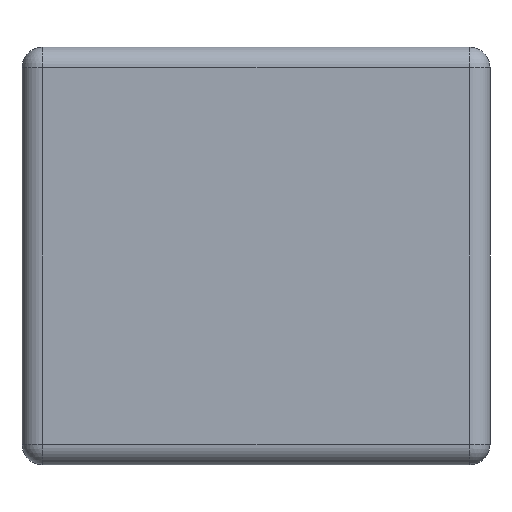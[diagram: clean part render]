
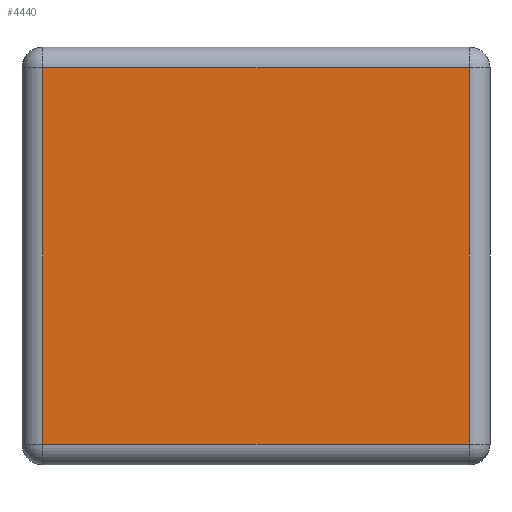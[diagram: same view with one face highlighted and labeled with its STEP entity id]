
A CAD part, left-side view. The second image highlights one B-rep face of the part: STEP entity #4440.
In plain terms, the highlighted planar face has unit normal (-1, 0, 0).
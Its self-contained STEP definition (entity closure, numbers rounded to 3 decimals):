
#4187=CARTESIAN_POINT('',(-0.9,0.51,0.05));
#4188=VERTEX_POINT('',#4187);
#4213=CARTESIAN_POINT('',(-0.9,-0.51,0.05));
#4214=VERTEX_POINT('',#4213);
#4239=CARTESIAN_POINT('',(-0.9,0.51,0.95));
#4240=VERTEX_POINT('',#4239);
#4281=CARTESIAN_POINT('',(-0.9,-0.51,0.95));
#4282=VERTEX_POINT('',#4281);
#4306=CARTESIAN_POINT('',(-0.9,0.51,0.95));
#4307=DIRECTION('',(0.0,-1.0,0.0));
#4308=VECTOR('',#4307,1.02);
#4309=LINE('',#4306,#4308);
#4310=EDGE_CURVE('',#4240,#4282,#4309,.T.);
#4328=CARTESIAN_POINT('',(-0.9,-0.51,0.95));
#4329=DIRECTION('',(0.0,0.0,-1.0));
#4330=VECTOR('',#4329,0.9);
#4331=LINE('',#4328,#4330);
#4332=EDGE_CURVE('',#4282,#4214,#4331,.T.);
#4369=CARTESIAN_POINT('',(-0.9,0.51,0.05));
#4370=DIRECTION('',(0.0,0.0,1.0));
#4371=VECTOR('',#4370,0.9);
#4372=LINE('',#4369,#4371);
#4373=EDGE_CURVE('',#4188,#4240,#4372,.T.);
#4408=CARTESIAN_POINT('',(-0.9,-0.51,0.05));
#4409=DIRECTION('',(0.0,1.0,0.0));
#4410=VECTOR('',#4409,1.02);
#4411=LINE('',#4408,#4410);
#4412=EDGE_CURVE('',#4214,#4188,#4411,.T.);
#4429=CARTESIAN_POINT('',(-0.9,-0.56,0.));
#4430=DIRECTION('',(-1.0,0.0,0.0));
#4431=DIRECTION('',(0.0,0.0,1.0));
#4432=AXIS2_PLACEMENT_3D('',#4429,#4430,#4431);
#4433=PLANE('',#4432);
#4434=ORIENTED_EDGE('',*,*,#4310,.F.);
#4435=ORIENTED_EDGE('',*,*,#4373,.F.);
#4436=ORIENTED_EDGE('',*,*,#4412,.F.);
#4437=ORIENTED_EDGE('',*,*,#4332,.F.);
#4438=EDGE_LOOP('',(#4434,#4435,#4436,#4437));
#4439=FACE_OUTER_BOUND('',#4438,.T.);
#4440=ADVANCED_FACE('',(#4439),#4433,.T.);
